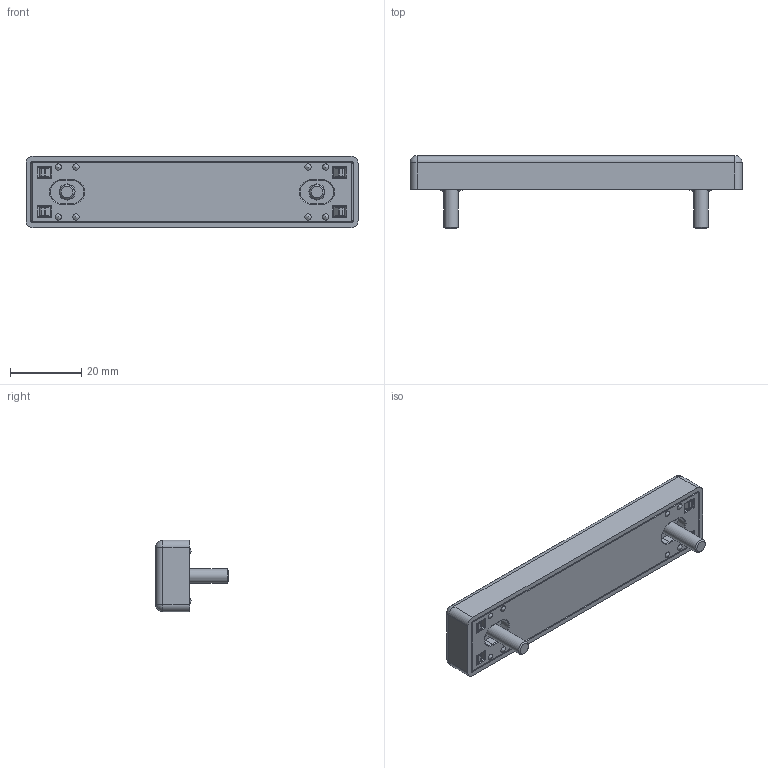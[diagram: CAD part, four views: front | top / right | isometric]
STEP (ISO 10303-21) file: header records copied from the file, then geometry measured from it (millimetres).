
FILE_DESCRIPTION(/* description */ ('KriTec Türschnaepper 8 Raster 40/45/50 Zn mit Befestigungssatz'),/* implementation_level */ '2;1');
FILE_NAME(/* name */ '81019.stp',/* time_stamp */ '2019-05-20T15:20:59+02:00',/* author */ ('jendrek'),/* organization */ (''),/* preprocessor_version */ 'ST-DEVELOPER v17',/* originating_system */ 'Autodesk Inventor 2018',/* authorisation */ '');
FILE_SCHEMA (('AUTOMOTIVE_DESIGN { 1 0 10303 214 3 1 1 }'));
Length unit declared in the file: millimetre
Products named in the file (6): 81019; 81019_Tuerschneapper; 81019_Abdeckplatte; 81019_Raste; 81019_Raste 2; DIN 7991 - M4x20
Assembly tree (6 placements, depth 2):
  81019
    81019_Tuerschneapper
    81019_Abdeckplatte
    81019_Raste
    81019_Raste 2
    DIN 7991 - M4x20  x2
Bounding box: 93 x 20.4 x 20 mm (x, y, z)
Volume: 14021.9 mm3; surface area: 15130.9 mm2
Topology: 6 solids, 6 shells, 891 faces, 2139 edges, 1202 vertices
Faces by surface type: cylinder 382, plane 234, torus 83, bspline 83, sphere 71, cone 38
Full cylindrical faces by diameter (mm): 4 x2, 4.2 x2, 4.5 x2, 8 x2
Entity records: 28115 total; most frequent: CARTESIAN_POINT 7100, DIRECTION 4461, ORIENTED_EDGE 4060, EDGE_CURVE 2030, AXIS2_PLACEMENT_3D 1717, VERTEX_POINT 1179, LINE 1027, VECTOR 1027
